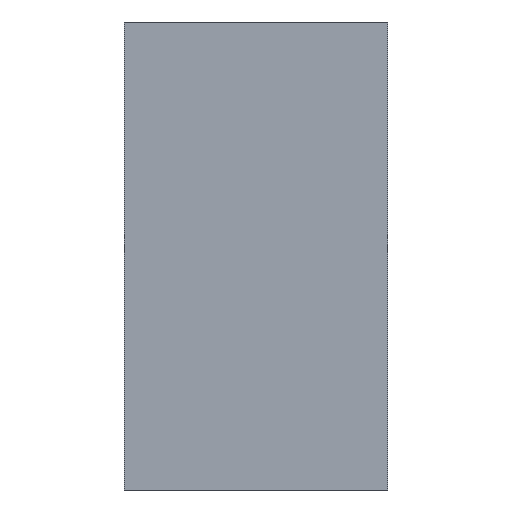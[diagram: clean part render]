
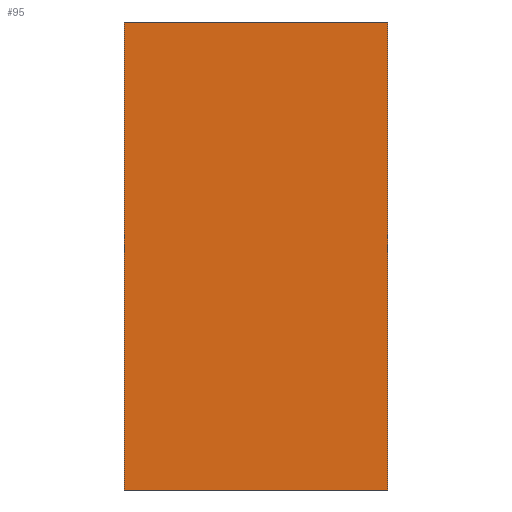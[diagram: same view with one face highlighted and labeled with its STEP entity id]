
A CAD part, left-side view. The second image highlights one B-rep face of the part: STEP entity #95.
In plain terms, the highlighted planar face has unit normal (-1, 0, 0).
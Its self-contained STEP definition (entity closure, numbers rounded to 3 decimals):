
#54 = VERTEX_POINT ( 'NONE', #282 ) ;
#76 = EDGE_CURVE ( 'NONE', #78, #80, #306, .T. ) ;
#78 = VERTEX_POINT ( 'NONE', #300 ) ;
#80 = VERTEX_POINT ( 'NONE', #232 ) ;
#92 = EDGE_LOOP ( 'NONE', ( #97, #112, #114, #113 ) ) ;
#95 = ADVANCED_FACE ( 'NONE', ( #319 ), #348, .T. ) ;
#96 = EDGE_CURVE ( 'NONE', #78, #54, #368, .T. ) ;
#97 = ORIENTED_EDGE ( 'NONE', *, *, #207, .F. ) ;
#112 = ORIENTED_EDGE ( 'NONE', *, *, #96, .F. ) ;
#113 = ORIENTED_EDGE ( 'NONE', *, *, #150, .T. ) ;
#114 = ORIENTED_EDGE ( 'NONE', *, *, #76, .T. ) ;
#135 = VERTEX_POINT ( 'NONE', #572 ) ;
#150 = EDGE_CURVE ( 'NONE', #80, #135, #436, .T. ) ;
#207 = EDGE_CURVE ( 'NONE', #54, #135, #537, .T. ) ;
#232 = CARTESIAN_POINT ( 'NONE',  ( -0.025, -0.025, -0.8 ) ) ;
#241 = AXIS2_PLACEMENT_3D ( 'NONE', #367, #366, #365 ) ;
#282 = CARTESIAN_POINT ( 'NONE',  ( -0.025, 0.425, 0. ) ) ;
#300 = CARTESIAN_POINT ( 'NONE',  ( -0.025, 0.425, -0.8 ) ) ;
#303 = DIRECTION ( 'NONE',  ( 0., -1., 0. ) ) ;
#304 = VECTOR ( 'NONE', #303, 1000. ) ;
#305 = CARTESIAN_POINT ( 'NONE',  ( -0.025, 0.425, -0.8 ) ) ;
#306 = LINE ( 'NONE', #305, #304 ) ;
#319 = FACE_OUTER_BOUND ( 'NONE', #92, .T. ) ;
#348 = PLANE ( 'NONE',  #241 ) ;
#361 = DIRECTION ( 'NONE',  ( 0., 0., 1. ) ) ;
#362 = VECTOR ( 'NONE', #361, 1000. ) ;
#363 = CARTESIAN_POINT ( 'NONE',  ( -0.025, 0.425, -0.8 ) ) ;
#365 = DIRECTION ( 'NONE',  ( 0., -1., 0. ) ) ;
#366 = DIRECTION ( 'NONE',  ( -1., 0., 0. ) ) ;
#367 = CARTESIAN_POINT ( 'NONE',  ( -0.025, 0.425, -0.8 ) ) ;
#368 = LINE ( 'NONE', #363, #362 ) ;
#407 = DIRECTION ( 'NONE',  ( 0., 0., 1. ) ) ;
#408 = VECTOR ( 'NONE', #407, 1000. ) ;
#435 = CARTESIAN_POINT ( 'NONE',  ( -0.025, -0.025, -0.8 ) ) ;
#436 = LINE ( 'NONE', #435, #408 ) ;
#495 = DIRECTION ( 'NONE',  ( 0., -1., 0. ) ) ;
#496 = VECTOR ( 'NONE', #495, 1000. ) ;
#500 = CARTESIAN_POINT ( 'NONE',  ( -0.025, 0.425, 0. ) ) ;
#537 = LINE ( 'NONE', #500, #496 ) ;
#572 = CARTESIAN_POINT ( 'NONE',  ( -0.025, -0.025, 0. ) ) ;
